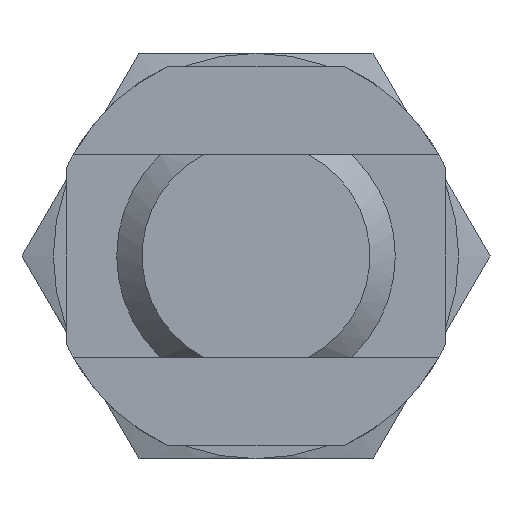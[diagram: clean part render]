
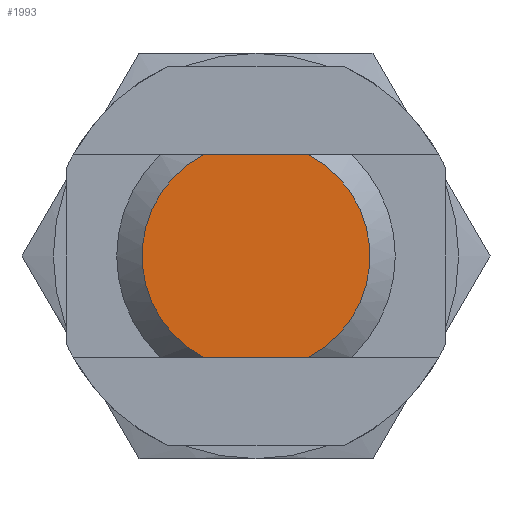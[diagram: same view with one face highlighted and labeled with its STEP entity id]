
A CAD part, left-side view. The second image highlights one B-rep face of the part: STEP entity #1993.
In plain terms, the highlighted planar face has unit normal (-1, 0, 0).
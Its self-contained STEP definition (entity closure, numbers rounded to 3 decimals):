
#54 = FACE_OUTER_BOUND ( 'NONE', #2959, .T. ) ;
#96 = CARTESIAN_POINT ( 'NONE',  ( -168., 0., 0. ) ) ;
#224 = CARTESIAN_POINT ( 'NONE',  ( -168., -4.123, -8. ) ) ;
#325 = VECTOR ( 'NONE', #636, 1000. ) ;
#445 = PLANE ( 'NONE',  #3334 ) ;
#464 = DIRECTION ( 'NONE',  ( 1., 0., 0. ) ) ;
#575 = LINE ( 'NONE', #2687, #3148 ) ;
#629 = CARTESIAN_POINT ( 'NONE',  ( -168., 0., 0. ) ) ;
#636 = DIRECTION ( 'NONE',  ( 0., 1., 0. ) ) ;
#740 = CARTESIAN_POINT ( 'NONE',  ( -168., 0., 0. ) ) ;
#829 = EDGE_CURVE ( 'NONE', #3680, #3481, #575, .T. ) ;
#833 = CARTESIAN_POINT ( 'NONE',  ( -168., 4.123, 8. ) ) ;
#1052 = DIRECTION ( 'NONE',  ( -1., 0., 0. ) ) ;
#1069 = CARTESIAN_POINT ( 'NONE',  ( -168., 4.123, -8. ) ) ;
#1286 = CARTESIAN_POINT ( 'NONE',  ( -168., -20., -8. ) ) ;
#1369 = EDGE_CURVE ( 'NONE', #1823, #3159, #4105, .T. ) ;
#1447 = DIRECTION ( 'NONE',  ( 0., 0., 1. ) ) ;
#1448 = ORIENTED_EDGE ( 'NONE', *, *, #1369, .F. ) ;
#1467 = EDGE_CURVE ( 'NONE', #1823, #3481, #4206, .T. ) ;
#1622 = CARTESIAN_POINT ( 'NONE',  ( -168., -4.123, 8. ) ) ;
#1753 = CIRCLE ( 'NONE', #4465, 9. ) ;
#1823 = VERTEX_POINT ( 'NONE', #224 ) ;
#1993 = ADVANCED_FACE ( 'NONE', ( #54 ), #445, .F. ) ;
#2058 = DIRECTION ( 'NONE',  ( 0., -1., 0. ) ) ;
#2376 = AXIS2_PLACEMENT_3D ( 'NONE', #740, #1052, #1447 ) ;
#2429 = DIRECTION ( 'NONE',  ( 0., 0., 1. ) ) ;
#2687 = CARTESIAN_POINT ( 'NONE',  ( -168., 20., 8. ) ) ;
#2773 = DIRECTION ( 'NONE',  ( -1., 0., 0. ) ) ;
#2902 = DIRECTION ( 'NONE',  ( 0., 1., 0. ) ) ;
#2959 = EDGE_LOOP ( 'NONE', ( #3134, #4313, #3318, #1448 ) ) ;
#3134 = ORIENTED_EDGE ( 'NONE', *, *, #1467, .T. ) ;
#3148 = VECTOR ( 'NONE', #2058, 1000. ) ;
#3159 = VERTEX_POINT ( 'NONE', #1069 ) ;
#3282 = EDGE_CURVE ( 'NONE', #3680, #3159, #1753, .T. ) ;
#3318 = ORIENTED_EDGE ( 'NONE', *, *, #3282, .T. ) ;
#3334 = AXIS2_PLACEMENT_3D ( 'NONE', #96, #464, #2902 ) ;
#3481 = VERTEX_POINT ( 'NONE', #1622 ) ;
#3680 = VERTEX_POINT ( 'NONE', #833 ) ;
#4105 = LINE ( 'NONE', #1286, #325 ) ;
#4206 = CIRCLE ( 'NONE', #2376, 9. ) ;
#4313 = ORIENTED_EDGE ( 'NONE', *, *, #829, .F. ) ;
#4465 = AXIS2_PLACEMENT_3D ( 'NONE', #629, #2773, #2429 ) ;
